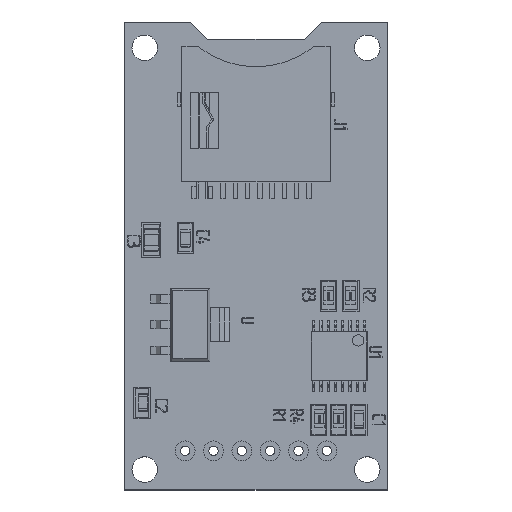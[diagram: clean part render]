
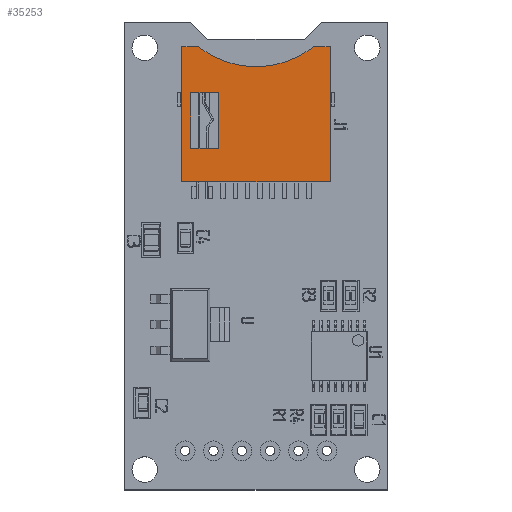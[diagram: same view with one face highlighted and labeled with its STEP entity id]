
A CAD part, top view. The second image highlights one B-rep face of the part: STEP entity #35253.
In plain terms, the highlighted face is planar.
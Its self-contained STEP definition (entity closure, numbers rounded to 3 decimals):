
#739=CIRCLE('',#37426,8.34);
#3243=FACE_BOUND('',#7332,.T.);
#5184=FACE_OUTER_BOUND('',#7331,.T.);
#7331=EDGE_LOOP('',(#29184,#29185,#29186,#29187,#29188,#29189));
#7332=EDGE_LOOP('',(#29190,#29191,#29192,#29193));
#10422=LINE('',#61601,#14005);
#10429=LINE('',#61616,#14012);
#10432=LINE('',#61621,#14015);
#10651=LINE('',#62134,#14234);
#10652=LINE('',#62136,#14235);
#10653=LINE('',#62138,#14236);
#10654=LINE('',#62140,#14237);
#10655=LINE('',#62141,#14238);
#10656=LINE('',#62142,#14239);
#14005=VECTOR('',#43199,1000.);
#14012=VECTOR('',#43208,1000.);
#14015=VECTOR('',#43213,1000.);
#14234=VECTOR('',#43662,1000.);
#14235=VECTOR('',#43663,1000.);
#14236=VECTOR('',#43664,1000.);
#14237=VECTOR('',#43665,1000.);
#14238=VECTOR('',#43666,1000.);
#14239=VECTOR('',#43667,1000.);
#17129=VERTEX_POINT('',#61599);
#17130=VERTEX_POINT('',#61600);
#17136=VERTEX_POINT('',#61613);
#17137=VERTEX_POINT('',#61615);
#17315=VERTEX_POINT('',#62130);
#17316=VERTEX_POINT('',#62131);
#17317=VERTEX_POINT('',#62133);
#17318=VERTEX_POINT('',#62135);
#17319=VERTEX_POINT('',#62137);
#17320=VERTEX_POINT('',#62139);
#21163=EDGE_CURVE('',#17129,#17130,#10422,.T.);
#21170=EDGE_CURVE('',#17136,#17137,#10429,.T.);
#21173=EDGE_CURVE('',#17137,#17129,#10432,.T.);
#21421=EDGE_CURVE('',#17315,#17316,#739,.T.);
#21422=EDGE_CURVE('',#17315,#17317,#10651,.T.);
#21423=EDGE_CURVE('',#17317,#17318,#10652,.T.);
#21424=EDGE_CURVE('',#17318,#17319,#10653,.T.);
#21425=EDGE_CURVE('',#17319,#17320,#10654,.T.);
#21426=EDGE_CURVE('',#17320,#17316,#10655,.T.);
#21427=EDGE_CURVE('',#17130,#17136,#10656,.T.);
#29184=ORIENTED_EDGE('',*,*,#21421,.F.);
#29185=ORIENTED_EDGE('',*,*,#21422,.T.);
#29186=ORIENTED_EDGE('',*,*,#21423,.T.);
#29187=ORIENTED_EDGE('',*,*,#21424,.T.);
#29188=ORIENTED_EDGE('',*,*,#21425,.T.);
#29189=ORIENTED_EDGE('',*,*,#21426,.T.);
#29190=ORIENTED_EDGE('',*,*,#21170,.F.);
#29191=ORIENTED_EDGE('',*,*,#21427,.F.);
#29192=ORIENTED_EDGE('',*,*,#21163,.F.);
#29193=ORIENTED_EDGE('',*,*,#21173,.F.);
#33714=PLANE('',#37425);
#35253=ADVANCED_FACE('',(#5184,#3243),#33714,.T.);
#37425=AXIS2_PLACEMENT_3D('',#62129,#43658,#43659);
#37426=AXIS2_PLACEMENT_3D('',#62132,#43660,#43661);
#43199=DIRECTION('',(0.,0.,-1.));
#43208=DIRECTION('',(0.,0.,1.));
#43213=DIRECTION('',(1.,0.,0.));
#43658=DIRECTION('center_axis',(0.,1.,0.));
#43659=DIRECTION('ref_axis',(0.,0.,1.));
#43660=DIRECTION('center_axis',(0.,1.,0.));
#43661=DIRECTION('ref_axis',(0.,0.,-1.));
#43662=DIRECTION('',(1.,0.,0.));
#43663=DIRECTION('',(0.,0.,-1.));
#43664=DIRECTION('',(-1.,0.,0.));
#43665=DIRECTION('',(0.,0.,1.));
#43666=DIRECTION('',(1.,0.,0.));
#43667=DIRECTION('',(-1.,0.,0.));
#61599=CARTESIAN_POINT('',(5.85,1.7,1.95));
#61600=CARTESIAN_POINT('',(5.85,1.7,-3.05));
#61601=CARTESIAN_POINT('',(5.85,1.7,-3.05));
#61613=CARTESIAN_POINT('',(3.35,1.7,-3.05));
#61615=CARTESIAN_POINT('',(3.35,1.7,1.95));
#61616=CARTESIAN_POINT('',(3.35,1.7,-3.05));
#61621=CARTESIAN_POINT('',(3.35,1.7,1.95));
#62129=CARTESIAN_POINT('Origin',(0.,1.7,0.));
#62130=CARTESIAN_POINT('',(5.15,1.7,6.05));
#62131=CARTESIAN_POINT('',(-5.15,1.7,6.05));
#62132=CARTESIAN_POINT('Origin',(0.,1.7,12.61));
#62133=CARTESIAN_POINT('',(6.65,1.7,6.05));
#62134=CARTESIAN_POINT('',(-6.65,1.7,6.05));
#62135=CARTESIAN_POINT('',(6.65,1.7,-6.05));
#62136=CARTESIAN_POINT('',(6.65,1.7,-6.05));
#62137=CARTESIAN_POINT('',(-6.65,1.7,-6.05));
#62138=CARTESIAN_POINT('',(-6.65,1.7,-6.05));
#62139=CARTESIAN_POINT('',(-6.65,1.7,6.05));
#62140=CARTESIAN_POINT('',(-6.65,1.7,-6.05));
#62141=CARTESIAN_POINT('',(-6.65,1.7,6.05));
#62142=CARTESIAN_POINT('',(3.35,1.7,-3.05));
